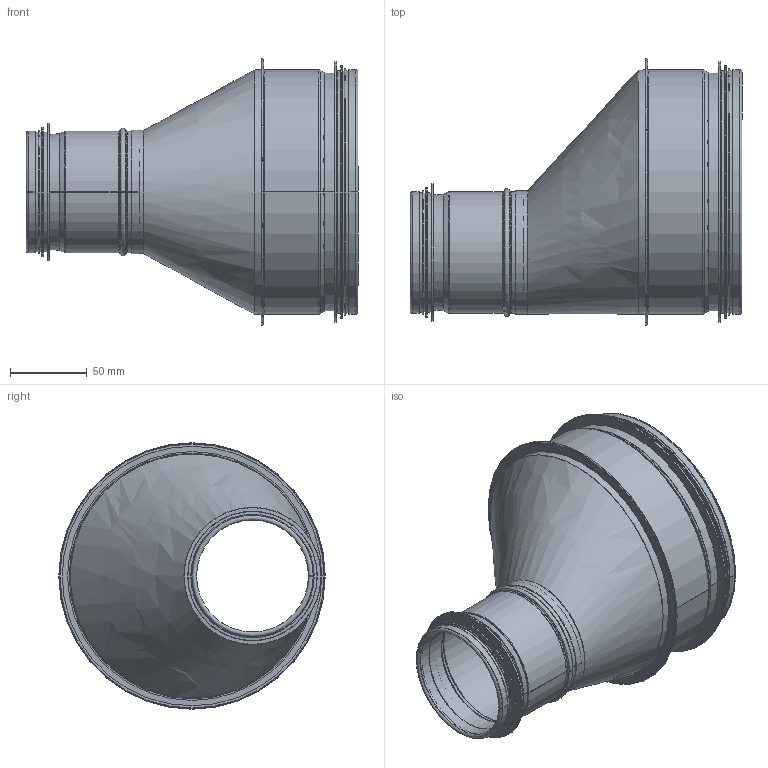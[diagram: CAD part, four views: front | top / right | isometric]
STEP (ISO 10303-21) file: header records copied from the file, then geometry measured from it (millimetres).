
FILE_DESCRIPTION(/* description */ ('Stos Med Fals Rörämne'),/* implementation_level */ '2;1');
FILE_NAME(/* name */ 'HFB-160-01.stp',/* time_stamp */ '2016-05-11T15:03:28+02:00',/* author */ ('John'),/* organization */ (''),/* preprocessor_version */ 'ST-DEVELOPER v15.6',/* originating_system */ 'Autodesk Inventor 2015',/* authorisation */ '');
FILE_SCHEMA (('AUTOMOTIVE_DESIGN { 1 0 10303 214 3 1 1 }'));
Length unit declared in the file: millimetre
Products named in the file (8): StosMedFalsRörämne-160; 999005; StosMedFals-160; HFB-BB-01; HFB-CB-02; 999002; HFB-CA-02; HFB-160-01
Bounding box: 216.2 x 173.49 x 173.49 mm (x, y, z)
Volume: 81534.9 mm3; surface area: 240279.1 mm2
Topology: 6 solids, 6 shells, 165 faces, 323 edges, 175 vertices
Faces by surface type: plane 75, torus 38, cylinder 32, cone 16, bspline 4
Full cylindrical faces by diameter (mm): 72.85 x1, 74.05 x1, 75.45 x1, 77.85 x3, 78.05 x3, 79.05 x4, 80.25 x1, 84.45 x1, 89.45 x1, 153.2 x1, 154.2 x1, 155.4 x1, 157.85 x1, 158 x5, 159 x2, 159.05 x1, 162 x1, 164.4 x1, 169.05 x1, 169.4 x1
Entity records: 4613 total; most frequent: CARTESIAN_POINT 961, DIRECTION 795, ORIENTED_EDGE 586, AXIS2_PLACEMENT_3D 338, EDGE_CURVE 289, EDGE_LOOP 211, VERTEX_POINT 174, STYLED_ITEM 170
